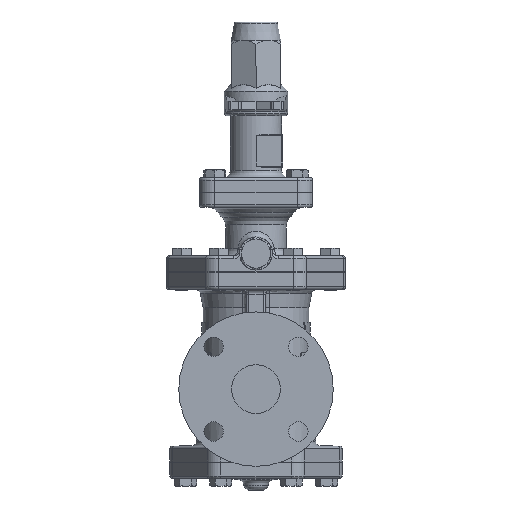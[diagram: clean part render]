
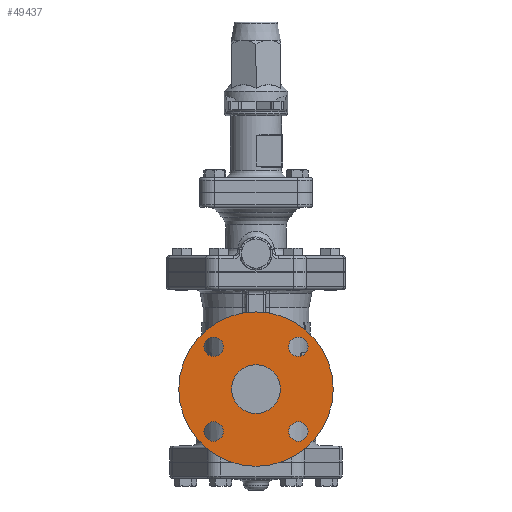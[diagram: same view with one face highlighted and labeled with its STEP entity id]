
A CAD part, left-side view. The second image highlights one B-rep face of the part: STEP entity #49437.
In plain terms, the highlighted planar face has unit normal (-1, 0, 0).
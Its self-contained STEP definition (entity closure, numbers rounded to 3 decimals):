
#43631=CARTESIAN_POINT('',(-104.5,0.,123.5));
#43632=VERTEX_POINT('',#43631);
#43633=CARTESIAN_POINT('',(-104.5,0.0,60.0));
#43634=DIRECTION('',(1.0,0.0,0.0));
#43635=DIRECTION('',(0.0,0.0,-1.0));
#43636=AXIS2_PLACEMENT_3D('',#43633,#43634,#43635);
#43637=CIRCLE('',#43636,63.5);
#43638=EDGE_CURVE('',#43632,#43632,#43637,.T.);
#48627=CARTESIAN_POINT('',(-104.5,0.,80.0));
#48628=VERTEX_POINT('',#48627);
#48629=CARTESIAN_POINT('',(-104.5,0.0,60.0));
#48630=DIRECTION('',(1.0,0.0,0.0));
#48631=DIRECTION('',(0.0,0.0,-1.0));
#48632=AXIS2_PLACEMENT_3D('',#48629,#48630,#48631);
#48633=CIRCLE('',#48632,20.0);
#48634=EDGE_CURVE('',#48628,#48628,#48633,.T.);
#48714=CARTESIAN_POINT('',(-104.5,42.86,94.86));
#48715=VERTEX_POINT('',#48714);
#48716=CARTESIAN_POINT('',(-104.5,34.86,94.86));
#48717=DIRECTION('',(1.0,0.0,0.0));
#48718=DIRECTION('',(0.0,1.0,0.0));
#48719=AXIS2_PLACEMENT_3D('',#48716,#48717,#48718);
#48720=CIRCLE('',#48719,8.0);
#48721=EDGE_CURVE('',#48715,#48715,#48720,.T.);
#48755=CARTESIAN_POINT('',(-104.5,34.86,17.14));
#48756=VERTEX_POINT('',#48755);
#48757=CARTESIAN_POINT('',(-104.5,34.86,25.14));
#48758=DIRECTION('',(1.0,0.0,0.0));
#48759=DIRECTION('',(0.0,0.0,-1.0));
#48760=AXIS2_PLACEMENT_3D('',#48757,#48758,#48759);
#48761=CIRCLE('',#48760,8.0);
#48762=EDGE_CURVE('',#48756,#48756,#48761,.T.);
#48796=CARTESIAN_POINT('',(-104.5,-42.86,25.14));
#48797=VERTEX_POINT('',#48796);
#48798=CARTESIAN_POINT('',(-104.5,-34.86,25.14));
#48799=DIRECTION('',(1.0,0.0,0.0));
#48800=DIRECTION('',(0.0,-1.0,0.0));
#48801=AXIS2_PLACEMENT_3D('',#48798,#48799,#48800);
#48802=CIRCLE('',#48801,8.0);
#48803=EDGE_CURVE('',#48797,#48797,#48802,.T.);
#48837=CARTESIAN_POINT('',(-104.5,-34.86,102.86));
#48838=VERTEX_POINT('',#48837);
#48839=CARTESIAN_POINT('',(-104.5,-34.86,94.86));
#48840=DIRECTION('',(1.0,0.0,0.0));
#48841=DIRECTION('',(0.0,0.0,1.0));
#48842=AXIS2_PLACEMENT_3D('',#48839,#48840,#48841);
#48843=CIRCLE('',#48842,8.0);
#48844=EDGE_CURVE('',#48838,#48838,#48843,.T.);
#49414=CARTESIAN_POINT('',(-104.5,0.0,60.0));
#49415=DIRECTION('',(1.0,0.0,0.0));
#49416=DIRECTION('',(0.0,0.0,-1.0));
#49417=AXIS2_PLACEMENT_3D('',#49414,#49415,#49416);
#49418=PLANE('',#49417);
#49419=ORIENTED_EDGE('',*,*,#43638,.F.);
#49420=EDGE_LOOP('',(#49419));
#49421=FACE_OUTER_BOUND('',#49420,.T.);
#49422=ORIENTED_EDGE('',*,*,#48634,.T.);
#49423=EDGE_LOOP('',(#49422));
#49424=FACE_BOUND('',#49423,.T.);
#49425=ORIENTED_EDGE('',*,*,#48721,.T.);
#49426=EDGE_LOOP('',(#49425));
#49427=FACE_BOUND('',#49426,.T.);
#49428=ORIENTED_EDGE('',*,*,#48762,.T.);
#49429=EDGE_LOOP('',(#49428));
#49430=FACE_BOUND('',#49429,.T.);
#49431=ORIENTED_EDGE('',*,*,#48803,.T.);
#49432=EDGE_LOOP('',(#49431));
#49433=FACE_BOUND('',#49432,.T.);
#49434=ORIENTED_EDGE('',*,*,#48844,.T.);
#49435=EDGE_LOOP('',(#49434));
#49436=FACE_BOUND('',#49435,.T.);
#49437=ADVANCED_FACE('',(#49421,#49424,#49427,#49430,#49433,#49436),#49418,.F.);
